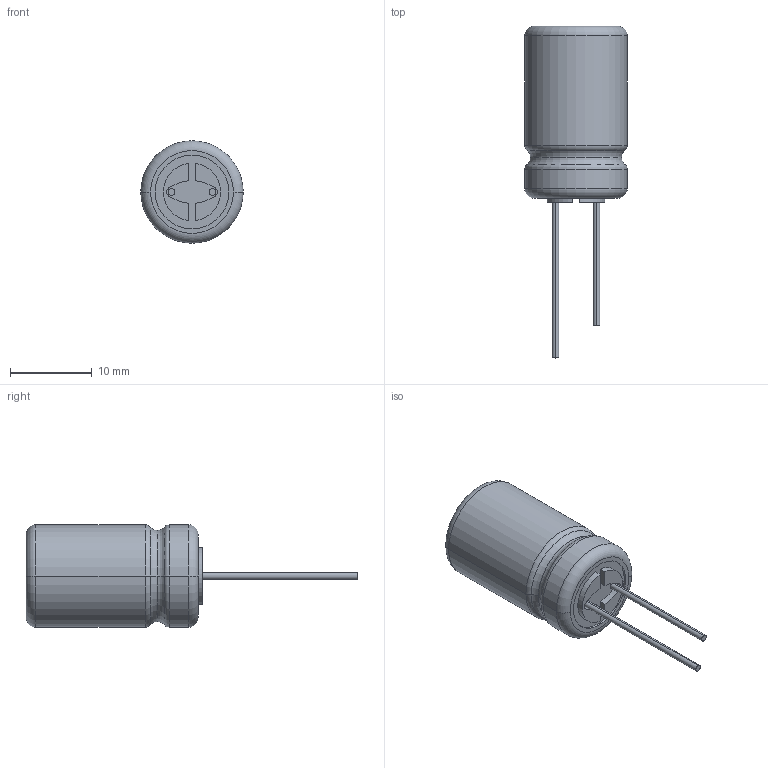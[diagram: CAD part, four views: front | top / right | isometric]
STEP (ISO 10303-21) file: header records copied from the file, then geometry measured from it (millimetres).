
FILE_DESCRIPTION (( 'STEP AP214' ), '1' );
FILE_NAME ('UES1A471MHM.STEP', '2021-03-27T19:25:50', ( '' ), ( '' ), 'SwSTEP 2.0', 'SolidWorks 2017', '' );
FILE_SCHEMA (( 'AUTOMOTIVE_DESIGN' ));
Length unit declared in the file: millimetre
Products named in the file (1): UES1A471MHM
Bounding box: 12.5 x 40.5 x 12.5 mm (x, y, z)
Volume: 2527.4 mm3; surface area: 1383.6 mm2
Topology: 5 solids, 5 shells, 66 faces, 142 edges, 90 vertices
Faces by surface type: plane 30, cylinder 24, torus 12
Entity records: 1882 total; most frequent: DIRECTION 354, CARTESIAN_POINT 299, ORIENTED_EDGE 284, AXIS2_PLACEMENT_3D 145, EDGE_CURVE 142, VERTEX_POINT 90, CIRCLE 78, EDGE_LOOP 70
